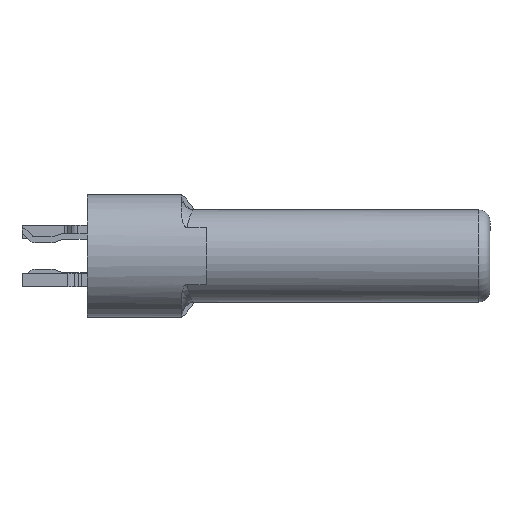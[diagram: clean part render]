
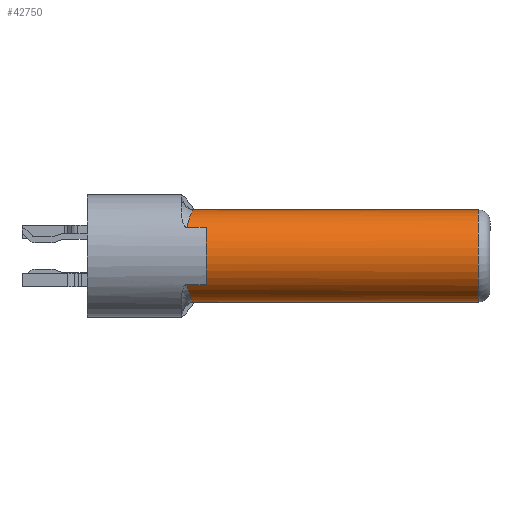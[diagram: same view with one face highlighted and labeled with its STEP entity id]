
A CAD part, left-side view. The second image highlights one B-rep face of the part: STEP entity #42750.
In plain terms, the highlighted cylindrical face has radius 1.2 mm (diameter 2.4 mm), a partial arc.
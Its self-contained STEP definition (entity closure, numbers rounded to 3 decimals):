
#334 = CARTESIAN_POINT ( 'NONE',  ( -3.399, 7.788, 1.113 ) ) ;
#785 = CYLINDRICAL_SURFACE ( 'NONE', #23545, 1.2 ) ;
#1869 = CARTESIAN_POINT ( 'NONE',  ( -3.776, 7.878, -0.853 ) ) ;
#2347 = EDGE_CURVE ( 'NONE', #8257, #10736, #41321, .T. ) ;
#3018 = CARTESIAN_POINT ( 'NONE',  ( -2.925, 7.722, -1.2 ) ) ;
#3054 = CARTESIAN_POINT ( 'NONE',  ( -3.627, 7.837, 0.985 ) ) ;
#3081 = VERTEX_POINT ( 'NONE', #44081 ) ;
#4112 = CARTESIAN_POINT ( 'NONE',  ( -3.866, 7.4, -0.744 ) ) ;
#4241 = ORIENTED_EDGE ( 'NONE', *, *, #9005, .T. ) ;
#4979 = CARTESIAN_POINT ( 'NONE',  ( -3.85, 7.9, -0.765 ) ) ;
#5646 = CARTESIAN_POINT ( 'NONE',  ( -2.999, 7.729, -1.2 ) ) ;
#5701 = CARTESIAN_POINT ( 'NONE',  ( -2.925, -23.107, 0. ) ) ;
#6714 = CARTESIAN_POINT ( 'NONE',  ( -2.925, 7.722, 1.2 ) ) ;
#7030 = EDGE_CURVE ( 'NONE', #8257, #12139, #18525, .T. ) ;
#7492 = LINE ( 'NONE', #41873, #37284 ) ;
#8257 = VERTEX_POINT ( 'NONE', #26959 ) ;
#9005 = EDGE_CURVE ( 'NONE', #34734, #17976, #7492, .T. ) ;
#9784 = CARTESIAN_POINT ( 'NONE',  ( -3.866, 7.906, 0.744 ) ) ;
#10068 = ORIENTED_EDGE ( 'NONE', *, *, #2347, .F. ) ;
#10245 = CARTESIAN_POINT ( 'NONE',  ( -3.161, 7.748, 1.185 ) ) ;
#10736 = VERTEX_POINT ( 'NONE', #23800 ) ;
#10774 = ORIENTED_EDGE ( 'NONE', *, *, #7030, .T. ) ;
#11069 = CARTESIAN_POINT ( 'NONE',  ( -2.925, 0.3, 1.2 ) ) ;
#11646 = CARTESIAN_POINT ( 'NONE',  ( -2.925, 0.3, 0. ) ) ;
#12139 = VERTEX_POINT ( 'NONE', #6714 ) ;
#12188 = CARTESIAN_POINT ( 'NONE',  ( -3.396, 7.787, -1.114 ) ) ;
#15619 = DIRECTION ( 'NONE',  ( 0., 1., 0. ) ) ;
#15811 = CARTESIAN_POINT ( 'NONE',  ( -3.866, 7.4, 0.744 ) ) ;
#16443 = ORIENTED_EDGE ( 'NONE', *, *, #36705, .F. ) ;
#16613 = ORIENTED_EDGE ( 'NONE', *, *, #17862, .F. ) ;
#17274 = CARTESIAN_POINT ( 'NONE',  ( -3., 7.729, 1.2 ) ) ;
#17862 = EDGE_CURVE ( 'NONE', #3081, #12139, #19148, .T. ) ;
#17976 = VERTEX_POINT ( 'NONE', #28101 ) ;
#18525 = LINE ( 'NONE', #11069, #35482 ) ;
#19148 =( BOUNDED_CURVE ( )  B_SPLINE_CURVE ( 3, ( #9784, #41456, #23813, #3054, #334, #10245, #17274, #41673 ),
 .UNSPECIFIED., .F., .F. ) 
 B_SPLINE_CURVE_WITH_KNOTS ( ( 4, 1, 1, 1, 1, 4 ),
 ( 0.712, 0.732, 0.802, 0.871, 0.94, 1. ),
 .UNSPECIFIED. ) 
 CURVE ( )  GEOMETRIC_REPRESENTATION_ITEM ( )  RATIONAL_B_SPLINE_CURVE ( ( 1.12, 1.12, 1.12, 1.12, 1.12, 1.12, 1.12, 1.12 ) ) 
 REPRESENTATION_ITEM ( '' )  );
#19161 = CARTESIAN_POINT ( 'NONE',  ( -2.925, 7.4, 0. ) ) ;
#19427 = CARTESIAN_POINT ( 'NONE',  ( -3.159, 7.748, -1.185 ) ) ;
#19693 = LINE ( 'NONE', #33741, #20475 ) ;
#19819 = AXIS2_PLACEMENT_3D ( 'NONE', #19161, #43573, #39961 ) ;
#20475 = VECTOR ( 'NONE', #37575, 1000. ) ;
#21801 = AXIS2_PLACEMENT_3D ( 'NONE', #11646, #35865, #32241 ) ;
#22038 =( BOUNDED_CURVE ( )  B_SPLINE_CURVE ( 3, ( #32342, #5646, #19427, #12188, #36610, #1869, #4979, #32577 ),
 .UNSPECIFIED., .F., .F. ) 
 B_SPLINE_CURVE_WITH_KNOTS ( ( 4, 1, 1, 1, 1, 4 ),
 ( 0., 0.059, 0.128, 0.197, 0.267, 0.288 ),
 .UNSPECIFIED. ) 
 CURVE ( )  GEOMETRIC_REPRESENTATION_ITEM ( )  RATIONAL_B_SPLINE_CURVE ( ( 1.12, 1.12, 1.12, 1.12, 1.12, 1.12, 1.12, 1.12 ) ) 
 REPRESENTATION_ITEM ( '' )  );
#23545 = AXIS2_PLACEMENT_3D ( 'NONE', #5701, #15619, #29196 ) ;
#23800 = CARTESIAN_POINT ( 'NONE',  ( -2.925, 0.3, -1.2 ) ) ;
#23813 = CARTESIAN_POINT ( 'NONE',  ( -3.777, 7.878, 0.851 ) ) ;
#24349 = ORIENTED_EDGE ( 'NONE', *, *, #36942, .T. ) ;
#24581 = VERTEX_POINT ( 'NONE', #15811 ) ;
#24890 = CIRCLE ( 'NONE', #19819, 1.2 ) ;
#25083 = ORIENTED_EDGE ( 'NONE', *, *, #43862, .F. ) ;
#26959 = CARTESIAN_POINT ( 'NONE',  ( -2.925, 0.3, 1.2 ) ) ;
#26987 = VECTOR ( 'NONE', #32582, 1000. ) ;
#28101 = CARTESIAN_POINT ( 'NONE',  ( -3.866, 7.906, -0.744 ) ) ;
#28733 = ORIENTED_EDGE ( 'NONE', *, *, #29138, .T. ) ;
#29138 = EDGE_CURVE ( 'NONE', #3081, #24581, #19693, .T. ) ;
#29196 = DIRECTION ( 'NONE',  ( 0., 0., 1. ) ) ;
#31165 = VERTEX_POINT ( 'NONE', #3018 ) ;
#32241 = DIRECTION ( 'NONE',  ( 0., 0., 1. ) ) ;
#32326 = DIRECTION ( 'NONE',  ( 0., 1., 0. ) ) ;
#32342 = CARTESIAN_POINT ( 'NONE',  ( -2.925, 7.722, -1.2 ) ) ;
#32577 = CARTESIAN_POINT ( 'NONE',  ( -3.866, 7.906, -0.744 ) ) ;
#32582 = DIRECTION ( 'NONE',  ( 0., 1., 0. ) ) ;
#33741 = CARTESIAN_POINT ( 'NONE',  ( -3.866, 8.9, 0.744 ) ) ;
#34734 = VERTEX_POINT ( 'NONE', #4112 ) ;
#35482 = VECTOR ( 'NONE', #32326, 1000. ) ;
#35865 = DIRECTION ( 'NONE',  ( 0., -1., 0. ) ) ;
#36610 = CARTESIAN_POINT ( 'NONE',  ( -3.625, 7.837, -0.987 ) ) ;
#36705 = EDGE_CURVE ( 'NONE', #10736, #31165, #43183, .T. ) ;
#36942 = EDGE_CURVE ( 'NONE', #24581, #34734, #24890, .T. ) ;
#37284 = VECTOR ( 'NONE', #42315, 1000. ) ;
#37575 = DIRECTION ( 'NONE',  ( 0., -1., 0. ) ) ;
#38933 = FACE_OUTER_BOUND ( 'NONE', #43441, .T. ) ;
#39961 = DIRECTION ( 'NONE',  ( 0., 0., 1. ) ) ;
#41321 = CIRCLE ( 'NONE', #21801, 1.2 ) ;
#41456 = CARTESIAN_POINT ( 'NONE',  ( -3.85, 7.901, 0.765 ) ) ;
#41673 = CARTESIAN_POINT ( 'NONE',  ( -2.925, 7.722, 1.2 ) ) ;
#41873 = CARTESIAN_POINT ( 'NONE',  ( -3.866, 8.9, -0.744 ) ) ;
#42315 = DIRECTION ( 'NONE',  ( 0., 1., 0. ) ) ;
#42750 = ADVANCED_FACE ( 'NONE', ( #38933 ), #785, .T. ) ;
#42961 = CARTESIAN_POINT ( 'NONE',  ( -2.925, 0.3, -1.2 ) ) ;
#43183 = LINE ( 'NONE', #42961, #26987 ) ;
#43441 = EDGE_LOOP ( 'NONE', ( #24349, #4241, #25083, #16443, #10068, #10774, #16613, #28733 ) ) ;
#43573 = DIRECTION ( 'NONE',  ( 0., -1., 0. ) ) ;
#43862 = EDGE_CURVE ( 'NONE', #31165, #17976, #22038, .T. ) ;
#44081 = CARTESIAN_POINT ( 'NONE',  ( -3.866, 7.906, 0.744 ) ) ;
